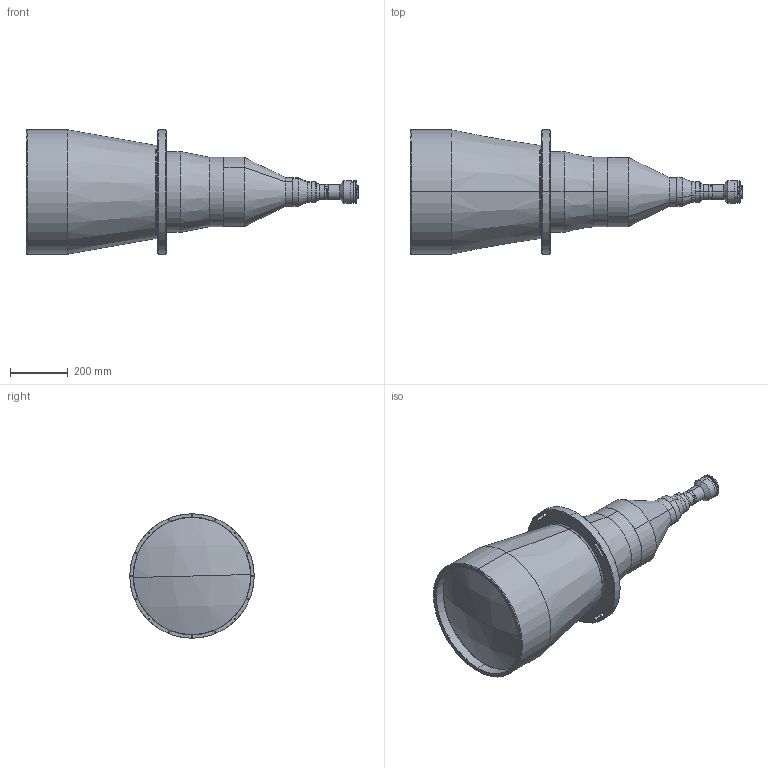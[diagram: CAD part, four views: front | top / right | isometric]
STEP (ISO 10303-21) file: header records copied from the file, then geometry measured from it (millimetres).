
FILE_DESCRIPTION (( 'STEP AP203' ), '1' );
FILE_NAME ('XF-PTL39035-F.STEP', '2019-07-19T03:15:51', ( 'puyufan' ), ( '' ), 'SwSTEP 2.0', 'SolidWorks 2014', '' );
FILE_SCHEMA (( 'CONFIG_CONTROL_DESIGN' ));
Length unit declared in the file: millimetre
Products named in the file (1): XF-PTL39035-F
Bounding box: 1147.72 x 430 x 430 mm (x, y, z)
Surface area: 1388940.9 mm2 (no closed solid volume)
Topology: 0 solids, 45 shells, 238 faces, 1260 edges, 1046 vertices
Faces by surface type: cylinder 127, plane 52, torus 28, cone 27, sphere 4
Entity records: 16596 total; most frequent: CARTESIAN_POINT 6605, DIRECTION 2132, ORIENTED_EDGE 1690, EDGE_CURVE 1260, VERTEX_POINT 1046, AXIS2_PLACEMENT_3D 837, CIRCLE 598, LINE 458
